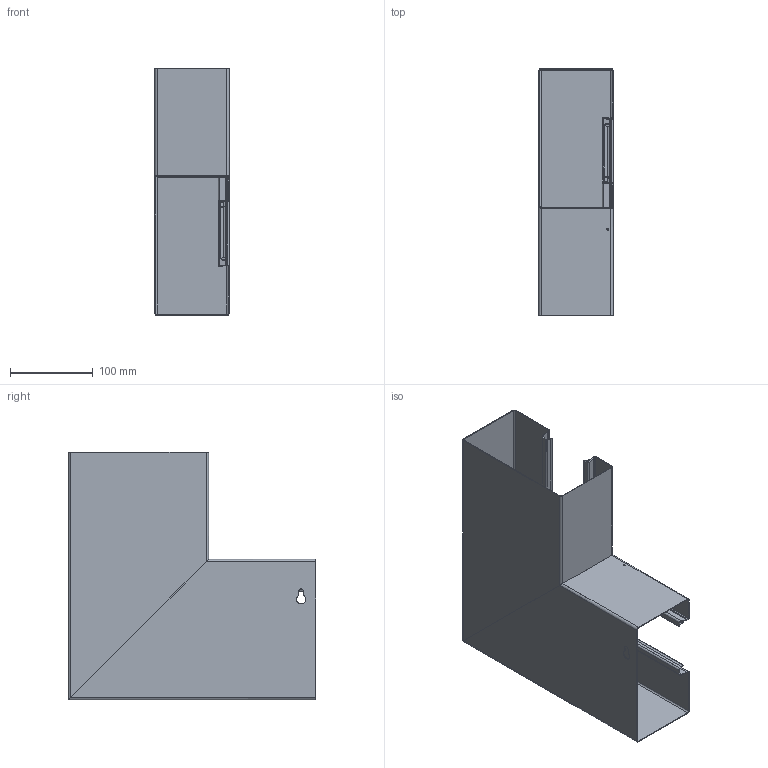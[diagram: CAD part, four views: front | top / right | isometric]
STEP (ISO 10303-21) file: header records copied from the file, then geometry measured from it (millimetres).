
FILE_DESCRIPTION (( 'STEP AP214' ), '1' );
FILE_NAME ('6277920.stp', '2016-05-30T15:12:38', ( '' ), ( '' ), 'SwSTEP 2.0', 'SolidWorks 2014', '' );
FILE_SCHEMA (( 'AUTOMOTIVE_DESIGN' ));
Length unit declared in the file: millimetre
Products named in the file (1): 6277920
Bounding box: 90 x 299.85 x 299.85 mm (x, y, z)
Volume: 213128.1 mm3; surface area: 429146.1 mm2
Topology: 1 solids, 1 shells, 299 faces, 661 edges, 366 vertices
Faces by surface type: plane 144, cylinder 87, bspline 64, cone 4
Entity records: 9156 total; most frequent: CARTESIAN_POINT 3300, ORIENTED_EDGE 1322, DIRECTION 963, EDGE_CURVE 661, VERTEX_POINT 366, AXIS2_PLACEMENT_3D 322, LINE 319, VECTOR 319
